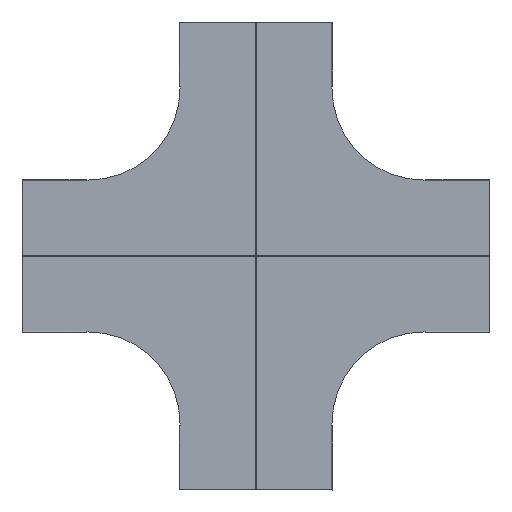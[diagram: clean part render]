
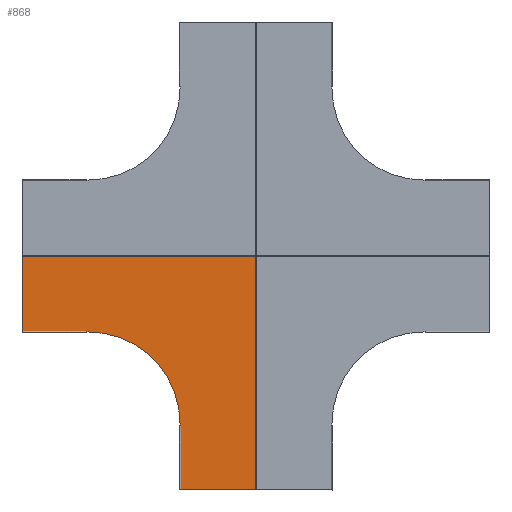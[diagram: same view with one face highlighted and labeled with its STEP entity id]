
A CAD part, top view. The second image highlights one B-rep face of the part: STEP entity #868.
In plain terms, the highlighted face is planar.
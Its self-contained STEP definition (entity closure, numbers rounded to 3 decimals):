
#10 = VERTEX_POINT ( 'NONE', #2387 ) ;
#60 = ORIENTED_EDGE ( 'NONE', *, *, #745, .F. ) ;
#79 = LINE ( 'NONE', #2156, #1455 ) ;
#127 = CARTESIAN_POINT ( 'NONE',  ( -249., -1.2, -555. ) ) ;
#141 = DIRECTION ( 'NONE',  ( -1., 0., 0. ) ) ;
#158 = ORIENTED_EDGE ( 'NONE', *, *, #517, .F. ) ;
#175 = CARTESIAN_POINT ( 'NONE',  ( -550., -1.2, -767. ) ) ;
#193 = CARTESIAN_POINT ( 'NONE',  ( -1.2, -1.2, 0. ) ) ;
#196 = CARTESIAN_POINT ( 'NONE',  ( -1.555, -1.2, -1.2 ) ) ;
#199 = VECTOR ( 'NONE', #1535, 1000. ) ;
#205 = CARTESIAN_POINT ( 'NONE',  ( -550., -1.2, 550. ) ) ;
#238 = CARTESIAN_POINT ( 'NONE',  ( -767., -1.2, -2.2 ) ) ;
#298 = CARTESIAN_POINT ( 'NONE',  ( -767., -1.2, -250. ) ) ;
#306 = CARTESIAN_POINT ( 'NONE',  ( -550., -1.2, -550. ) ) ;
#329 = LINE ( 'NONE', #1482, #826 ) ;
#333 = EDGE_CURVE ( 'NONE', #2887, #2227, #2115, .T. ) ;
#337 = VERTEX_POINT ( 'NONE', #2559 ) ;
#340 = CARTESIAN_POINT ( 'NONE',  ( -1.391, -1.2, -1.615 ) ) ;
#365 = DIRECTION ( 'NONE',  ( -1., 0., 0. ) ) ;
#390 = CARTESIAN_POINT ( 'NONE',  ( -1.555, -1.2, -1.2 ) ) ;
#392 = B_SPLINE_CURVE_WITH_KNOTS ( 'NONE', 3,
 ( #1952, #2854, #1497, #618, #2630, #390 ),
 .UNSPECIFIED., .F., .F.,
 ( 4, 2, 4 ),
 ( 0.001, 0.002, 0.002 ),
 .UNSPECIFIED. ) ;
#398 = VECTOR ( 'NONE', #1078, 1000. ) ;
#427 = DIRECTION ( 'NONE',  ( 0., -1., 0. ) ) ;
#428 = DIRECTION ( 'NONE',  ( -1., 0., 0. ) ) ;
#468 = VECTOR ( 'NONE', #2390, 1000. ) ;
#479 = DIRECTION ( 'NONE',  ( -1., 0., 0. ) ) ;
#517 = EDGE_CURVE ( 'NONE', #2887, #2078, #1640, .T. ) ;
#536 = VECTOR ( 'NONE', #1009, 1000. ) ;
#565 = ORIENTED_EDGE ( 'NONE', *, *, #712, .F. ) ;
#618 = CARTESIAN_POINT ( 'NONE',  ( -1.701, -1.2, -1.577 ) ) ;
#679 = LINE ( 'NONE', #2417, #398 ) ;
#701 = ORIENTED_EDGE ( 'NONE', *, *, #1742, .F. ) ;
#712 = EDGE_CURVE ( 'NONE', #2893, #1493, #79, .T. ) ;
#726 = DIRECTION ( 'NONE',  ( 0., -1., 0. ) ) ;
#742 = VECTOR ( 'NONE', #365, 1000. ) ;
#745 = EDGE_CURVE ( 'NONE', #337, #2447, #2541, .T. ) ;
#788 = DIRECTION ( 'NONE',  ( 0., 0., -1. ) ) ;
#790 = CARTESIAN_POINT ( 'NONE',  ( -767., -1.2, -1.2 ) ) ;
#793 = ORIENTED_EDGE ( 'NONE', *, *, #1874, .F. ) ;
#804 = LINE ( 'NONE', #2885, #199 ) ;
#810 = ORIENTED_EDGE ( 'NONE', *, *, #2324, .F. ) ;
#826 = VECTOR ( 'NONE', #1746, 1000. ) ;
#834 = ORIENTED_EDGE ( 'NONE', *, *, #2467, .F. ) ;
#868 = ADVANCED_FACE ( 'NONE', ( #2761 ), #1793, .T. ) ;
#871 = DIRECTION ( 'NONE',  ( 0., 0., 1. ) ) ;
#912 = VECTOR ( 'NONE', #2647, 1000. ) ;
#921 = ORIENTED_EDGE ( 'NONE', *, *, #2170, .F. ) ;
#974 = VERTEX_POINT ( 'NONE', #1603 ) ;
#1009 = DIRECTION ( 'NONE',  ( 0., 0., -1. ) ) ;
#1010 = LINE ( 'NONE', #1551, #1164 ) ;
#1014 = CARTESIAN_POINT ( 'NONE',  ( -250., -1.2, -767. ) ) ;
#1016 = CARTESIAN_POINT ( 'NONE',  ( -249., -1.2, -550. ) ) ;
#1078 = DIRECTION ( 'NONE',  ( 1., 0., 0. ) ) ;
#1090 = VERTEX_POINT ( 'NONE', #1016 ) ;
#1100 = ORIENTED_EDGE ( 'NONE', *, *, #2593, .T. ) ;
#1164 = VECTOR ( 'NONE', #479, 1000. ) ;
#1218 = EDGE_CURVE ( 'NONE', #1837, #1862, #2493, .T. ) ;
#1230 = CARTESIAN_POINT ( 'NONE',  ( -555., -1.2, 550. ) ) ;
#1254 = VERTEX_POINT ( 'NONE', #2688 ) ;
#1313 = CARTESIAN_POINT ( 'NONE',  ( -249., -1.2, -767. ) ) ;
#1336 = EDGE_CURVE ( 'NONE', #2442, #10, #1661, .T. ) ;
#1352 = CARTESIAN_POINT ( 'NONE',  ( -250., -1.2, -555. ) ) ;
#1377 = EDGE_CURVE ( 'NONE', #2310, #2227, #1010, .T. ) ;
#1386 = VECTOR ( 'NONE', #2074, 1000. ) ;
#1455 = VECTOR ( 'NONE', #141, 1000. ) ;
#1456 = VECTOR ( 'NONE', #788, 1000. ) ;
#1482 = CARTESIAN_POINT ( 'NONE',  ( 0., -1.2, -1.2 ) ) ;
#1493 = VERTEX_POINT ( 'NONE', #1579 ) ;
#1497 = CARTESIAN_POINT ( 'NONE',  ( -1.924, -1.2, -1.909 ) ) ;
#1523 = VECTOR ( 'NONE', #1778, 1000. ) ;
#1535 = DIRECTION ( 'NONE',  ( 0., 0., 1. ) ) ;
#1549 = ORIENTED_EDGE ( 'NONE', *, *, #1336, .T. ) ;
#1551 = CARTESIAN_POINT ( 'NONE',  ( -550., -1.2, -250. ) ) ;
#1579 = CARTESIAN_POINT ( 'NONE',  ( -555., -1.2, -249. ) ) ;
#1602 = VECTOR ( 'NONE', #871, 1000. ) ;
#1603 = CARTESIAN_POINT ( 'NONE',  ( -2.2, -1.2, -767. ) ) ;
#1624 = LINE ( 'NONE', #1313, #912 ) ;
#1640 = LINE ( 'NONE', #2779, #1386 ) ;
#1654 = CIRCLE ( 'NONE', #1720, 301. ) ;
#1661 = LINE ( 'NONE', #193, #1523 ) ;
#1664 = ORIENTED_EDGE ( 'NONE', *, *, #333, .T. ) ;
#1676 = DIRECTION ( 'NONE',  ( 0., 0., 1. ) ) ;
#1691 = ORIENTED_EDGE ( 'NONE', *, *, #1377, .F. ) ;
#1720 = AXIS2_PLACEMENT_3D ( 'NONE', #306, #726, #1676 ) ;
#1734 = CARTESIAN_POINT ( 'NONE',  ( -2.057, -1.2, -2.058 ) ) ;
#1742 = EDGE_CURVE ( 'NONE', #1837, #1090, #2112, .T. ) ;
#1746 = DIRECTION ( 'NONE',  ( -1., 0., 0. ) ) ;
#1761 = CARTESIAN_POINT ( 'NONE',  ( -249., -1.2, -550. ) ) ;
#1778 = DIRECTION ( 'NONE',  ( 0., 0., 1. ) ) ;
#1786 = DIRECTION ( 'NONE',  ( 0., 0., -1. ) ) ;
#1793 = PLANE ( 'NONE',  #2059 ) ;
#1837 = VERTEX_POINT ( 'NONE', #127 ) ;
#1862 = VERTEX_POINT ( 'NONE', #1352 ) ;
#1864 = VECTOR ( 'NONE', #428, 1000. ) ;
#1874 = EDGE_CURVE ( 'NONE', #2078, #2335, #804, .T. ) ;
#1909 = CARTESIAN_POINT ( 'NONE',  ( -1.577, -1.2, -1.701 ) ) ;
#1925 = CARTESIAN_POINT ( 'NONE',  ( -1.2, -1.2, -1.555 ) ) ;
#1941 = ORIENTED_EDGE ( 'NONE', *, *, #2536, .T. ) ;
#1952 = CARTESIAN_POINT ( 'NONE',  ( -2.2, -1.2, -2.2 ) ) ;
#1999 = EDGE_CURVE ( 'NONE', #974, #337, #1624, .T. ) ;
#2019 = LINE ( 'NONE', #1230, #1456 ) ;
#2059 = AXIS2_PLACEMENT_3D ( 'NONE', #205, #427, #1786 ) ;
#2074 = DIRECTION ( 'NONE',  ( 0., 0., 1. ) ) ;
#2078 = VERTEX_POINT ( 'NONE', #238 ) ;
#2112 = LINE ( 'NONE', #1761, #1602 ) ;
#2115 = LINE ( 'NONE', #2542, #536 ) ;
#2127 = EDGE_LOOP ( 'NONE', ( #2400, #2877, #1549, #810, #1100, #1941, #793, #158, #1664, #1691, #2775, #565, #921, #701, #2605, #834, #60 ) ) ;
#2143 = CARTESIAN_POINT ( 'NONE',  ( -1.2, -1.2, -767. ) ) ;
#2156 = CARTESIAN_POINT ( 'NONE',  ( -550., -1.2, -249. ) ) ;
#2157 = CARTESIAN_POINT ( 'NONE',  ( -249., -1.2, -555. ) ) ;
#2166 = CARTESIAN_POINT ( 'NONE',  ( -250., -1.2, 550. ) ) ;
#2170 = EDGE_CURVE ( 'NONE', #1090, #2893, #1654, .T. ) ;
#2227 = VERTEX_POINT ( 'NONE', #298 ) ;
#2293 = LINE ( 'NONE', #2166, #468 ) ;
#2310 = VERTEX_POINT ( 'NONE', #2748 ) ;
#2324 = EDGE_CURVE ( 'NONE', #1254, #10, #2485, .T. ) ;
#2335 = VERTEX_POINT ( 'NONE', #790 ) ;
#2387 = CARTESIAN_POINT ( 'NONE',  ( -1.2, -1.2, -1.555 ) ) ;
#2390 = DIRECTION ( 'NONE',  ( 0., 0., 1. ) ) ;
#2400 = ORIENTED_EDGE ( 'NONE', *, *, #1999, .F. ) ;
#2417 = CARTESIAN_POINT ( 'NONE',  ( -2.2, -1.2, -767. ) ) ;
#2424 = EDGE_CURVE ( 'NONE', #1493, #2310, #2019, .T. ) ;
#2442 = VERTEX_POINT ( 'NONE', #2143 ) ;
#2447 = VERTEX_POINT ( 'NONE', #1014 ) ;
#2467 = EDGE_CURVE ( 'NONE', #2447, #1862, #2293, .T. ) ;
#2485 = B_SPLINE_CURVE_WITH_KNOTS ( 'NONE', 3,
 ( #2586, #1734, #2597, #1909, #340, #1925 ),
 .UNSPECIFIED., .F., .F.,
 ( 4, 2, 4 ),
 ( 0.001, 0.002, 0.002 ),
 .UNSPECIFIED. ) ;
#2493 = LINE ( 'NONE', #2157, #1864 ) ;
#2536 = EDGE_CURVE ( 'NONE', #2642, #2335, #329, .T. ) ;
#2537 = CARTESIAN_POINT ( 'NONE',  ( -767., -1.2, -249. ) ) ;
#2541 = LINE ( 'NONE', #175, #742 ) ;
#2542 = CARTESIAN_POINT ( 'NONE',  ( -767., -1.2, -249. ) ) ;
#2559 = CARTESIAN_POINT ( 'NONE',  ( -249., -1.2, -767. ) ) ;
#2586 = CARTESIAN_POINT ( 'NONE',  ( -2.2, -1.2, -2.2 ) ) ;
#2593 = EDGE_CURVE ( 'NONE', #1254, #2642, #392, .T. ) ;
#2597 = CARTESIAN_POINT ( 'NONE',  ( -1.909, -1.2, -1.924 ) ) ;
#2605 = ORIENTED_EDGE ( 'NONE', *, *, #1218, .T. ) ;
#2630 = CARTESIAN_POINT ( 'NONE',  ( -1.615, -1.2, -1.391 ) ) ;
#2632 = EDGE_CURVE ( 'NONE', #974, #2442, #679, .T. ) ;
#2642 = VERTEX_POINT ( 'NONE', #196 ) ;
#2647 = DIRECTION ( 'NONE',  ( -1., 0., 0. ) ) ;
#2688 = CARTESIAN_POINT ( 'NONE',  ( -2.2, -1.2, -2.2 ) ) ;
#2748 = CARTESIAN_POINT ( 'NONE',  ( -555., -1.2, -250. ) ) ;
#2761 = FACE_OUTER_BOUND ( 'NONE', #2127, .T. ) ;
#2775 = ORIENTED_EDGE ( 'NONE', *, *, #2424, .F. ) ;
#2779 = CARTESIAN_POINT ( 'NONE',  ( -767., -1.2, -249. ) ) ;
#2795 = CARTESIAN_POINT ( 'NONE',  ( -550., -1.2, -249. ) ) ;
#2854 = CARTESIAN_POINT ( 'NONE',  ( -2.058, -1.2, -2.057 ) ) ;
#2877 = ORIENTED_EDGE ( 'NONE', *, *, #2632, .T. ) ;
#2885 = CARTESIAN_POINT ( 'NONE',  ( -767., -1.2, 550. ) ) ;
#2887 = VERTEX_POINT ( 'NONE', #2537 ) ;
#2893 = VERTEX_POINT ( 'NONE', #2795 ) ;
